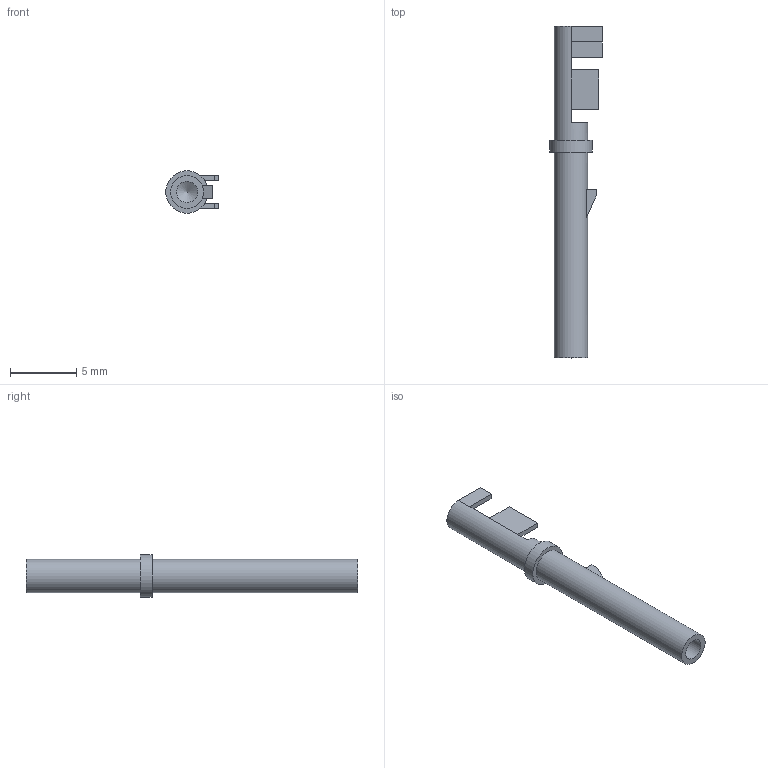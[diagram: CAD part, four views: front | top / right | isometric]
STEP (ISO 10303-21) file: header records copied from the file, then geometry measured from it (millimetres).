
FILE_DESCRIPTION(/* description */ (''),/* implementation_level */ '2;1');
FILE_NAME(/* name */ 'xn02 016 000x xnxc001-02.stp',/* time_stamp */ '2021-09-28T13:47:41+02:00',/* author */ (''),/* organization */ (''),/* preprocessor_version */ 'ST-DEVELOPER v16.7',/* originating_system */ 'SIEMENS PLM Software NX 12.0',/* authorisation */ '');
FILE_SCHEMA (('AUTOMOTIVE_DESIGN { 1 0 10303 214 3 1 1 1 }'));
Length unit declared in the file: millimetre
Products named in the file (1): xn02 016 000x xnxc001-02
Bounding box: 3.95 x 25 x 3.2 mm (x, y, z)
Volume: 83 mm3; surface area: 318.1 mm2
Topology: 1 solids, 1 shells, 40 faces, 98 edges, 62 vertices
Faces by surface type: plane 34, cylinder 5, cone 1
Full cylindrical faces by diameter (mm): 1.6 x1, 2.5 x2, 3.2 x1
Entity records: 1108 total; most frequent: CARTESIAN_POINT 190, DIRECTION 182, ORIENTED_EDGE 174, EDGE_CURVE 87, LINE 70, VECTOR 70, VERTEX_POINT 58, AXIS2_PLACEMENT_3D 56
